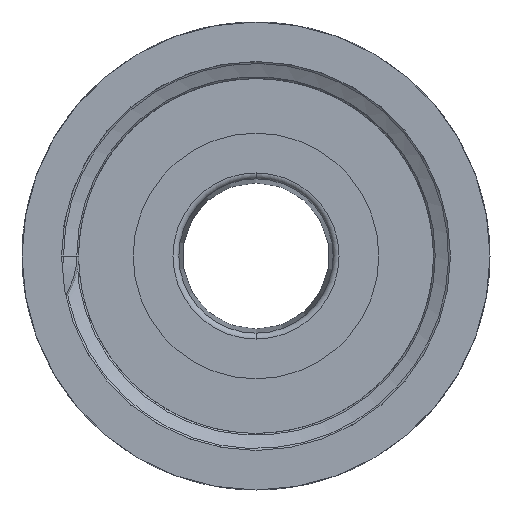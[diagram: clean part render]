
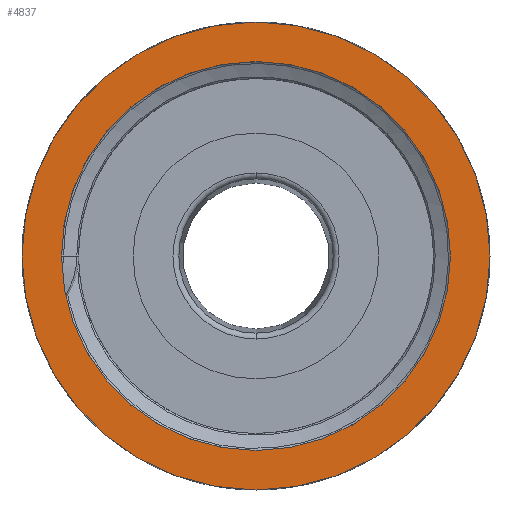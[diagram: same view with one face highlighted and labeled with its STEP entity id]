
A CAD part, left-side view. The second image highlights one B-rep face of the part: STEP entity #4837.
In plain terms, the highlighted planar face has unit normal (-1, 0, 0).
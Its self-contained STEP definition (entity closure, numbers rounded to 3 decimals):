
#1518 = ORIENTED_EDGE ( 'NONE', *, *, #4655, .F. ) ;
#1519 = ORIENTED_EDGE ( 'NONE', *, *, #4679, .F. ) ;
#1520 = ORIENTED_EDGE ( 'NONE', *, *, #4859, .T. ) ;
#1521 = ORIENTED_EDGE ( 'NONE', *, *, #8500, .T. ) ;
#1763 = CIRCLE ( 'NONE', #1773, 16.624 ) ;
#1773 = AXIS2_PLACEMENT_3D ( 'NONE', #3490, #3491, #3492 ) ;
#1774 = AXIS2_PLACEMENT_3D ( 'NONE', #4474, #4475, #4476 ) ;
#1778 = CIRCLE ( 'NONE', #1774, 16.624 ) ;
#2500 = VERTEX_POINT ( 'NONE', #4387 ) ;
#2509 = VERTEX_POINT ( 'NONE', #4392 ) ;
#2542 = VERTEX_POINT ( 'NONE', #4406 ) ;
#2545 = VERTEX_POINT ( 'NONE', #4407 ) ;
#2856 = CARTESIAN_POINT ( 'NONE',  ( 0., 0., 0. ) ) ;
#2857 = DIRECTION ( 'NONE',  ( -1., 0., 0. ) ) ;
#2858 = DIRECTION ( 'NONE',  ( 0., 0., 1. ) ) ;
#3490 = CARTESIAN_POINT ( 'NONE',  ( 0., 0., 0. ) ) ;
#3491 = DIRECTION ( 'NONE',  ( -1., 0., 0. ) ) ;
#3492 = DIRECTION ( 'NONE',  ( 0., 0., 1. ) ) ;
#4387 = CARTESIAN_POINT ( 'NONE',  ( 0., 0., 20. ) ) ;
#4392 = CARTESIAN_POINT ( 'NONE',  ( 0., 0., -16.624 ) ) ;
#4406 = CARTESIAN_POINT ( 'NONE',  ( 0., 0., 16.624 ) ) ;
#4407 = CARTESIAN_POINT ( 'NONE',  ( 0., 0., -20. ) ) ;
#4474 = CARTESIAN_POINT ( 'NONE',  ( 0., 0., 0. ) ) ;
#4475 = DIRECTION ( 'NONE',  ( -1., 0., 0. ) ) ;
#4476 = DIRECTION ( 'NONE',  ( 0., 0., 1. ) ) ;
#4655 = EDGE_CURVE ( 'NONE', #2542, #2509, #1778, .T. ) ;
#4679 = EDGE_CURVE ( 'NONE', #2509, #2542, #1763, .T. ) ;
#4837 = ADVANCED_FACE ( 'NONE', ( #4986, #4982 ), #4987, .F. ) ;
#4859 = EDGE_CURVE ( 'NONE', #2500, #2545, #7472, .T. ) ;
#4977 = CARTESIAN_POINT ( 'NONE',  ( 0., 0., -16.624 ) ) ;
#4982 = FACE_OUTER_BOUND ( 'NONE', #8362, .T. ) ;
#4986 = FACE_BOUND ( 'NONE', #8324, .T. ) ;
#4987 = PLANE ( 'NONE',  #7498 ) ;
#4989 = DIRECTION ( 'NONE',  ( 1., 0., 0. ) ) ;
#4990 = DIRECTION ( 'NONE',  ( 0., 0., -1. ) ) ;
#5087 = CARTESIAN_POINT ( 'NONE',  ( 0., 0., 0. ) ) ;
#5088 = DIRECTION ( 'NONE',  ( -1., 0., 0. ) ) ;
#5089 = DIRECTION ( 'NONE',  ( 0., 0., 1. ) ) ;
#5756 = CIRCLE ( 'NONE', #5757, 20. ) ;
#5757 = AXIS2_PLACEMENT_3D ( 'NONE', #2856, #2857, #2858 ) ;
#7472 = CIRCLE ( 'NONE', #7489, 20. ) ;
#7489 = AXIS2_PLACEMENT_3D ( 'NONE', #5087, #5088, #5089 ) ;
#7498 = AXIS2_PLACEMENT_3D ( 'NONE', #4977, #4989, #4990 ) ;
#8324 = EDGE_LOOP ( 'NONE', ( #1518, #1519 ) ) ;
#8362 = EDGE_LOOP ( 'NONE', ( #1520, #1521 ) ) ;
#8500 = EDGE_CURVE ( 'NONE', #2545, #2500, #5756, .T. ) ;
